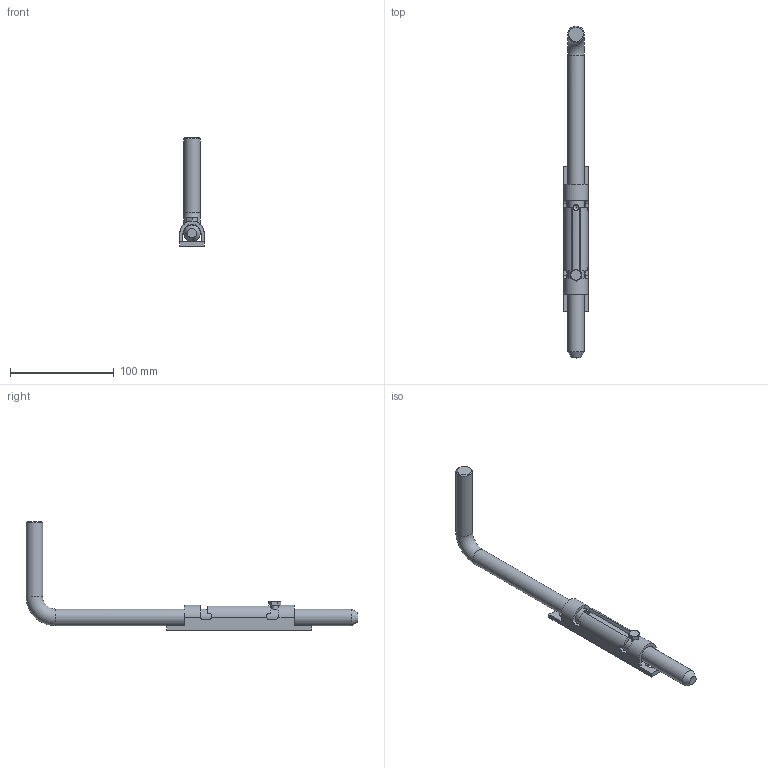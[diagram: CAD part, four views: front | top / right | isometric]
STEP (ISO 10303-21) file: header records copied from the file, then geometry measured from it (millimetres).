
FILE_DESCRIPTION (( 'STEP AP203' ), '1' );
FILE_NAME ('67-A-300.step', '2024-07-31T11:50:41', ( '' ), ( '' ), 'SwSTEP 2.0', 'SolidWorks 2018', '' );
FILE_SCHEMA (( 'CONFIG_CONTROL_DESIGN' ));
Length unit declared in the file: millimetre
Products named in the file (4): 67-A-X00 Teil1_67-A-300 Teil1; 67-A-300; 67-A-X00 Teil2_67-A-300 Teil2; DIN 931_DIN 931 M6x20
Assembly tree (3 placements, depth 2):
  67-A-300
    67-A-X00 Teil1_67-A-300 Teil1
    67-A-X00 Teil2_67-A-300 Teil2
    DIN 931_DIN 931 M6x20
Bounding box: 23.5 x 320 x 104.25 mm (x, y, z)
Volume: 104028 mm3; surface area: 37676.6 mm2
Topology: 3 solids, 3 shells, 332 faces, 907 edges, 600 vertices
Faces by surface type: plane 172, bspline 111, cylinder 33, cone 15, torus 1
Full cylindrical faces by diameter (mm): 5 x2, 5.5 x2, 6 x1, 8.5 x2, 16 x2
Entity records: 18074 total; most frequent: CARTESIAN_POINT 10187, ORIENTED_EDGE 1746, DIRECTION 1130, EDGE_CURVE 873, VERTEX_POINT 589, VECTOR 538, LINE 538, EDGE_LOOP 386
